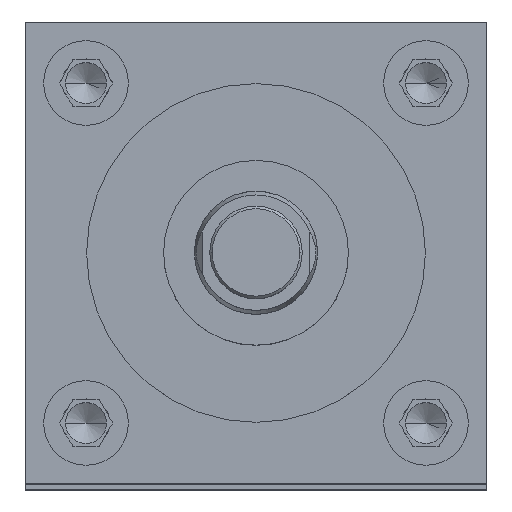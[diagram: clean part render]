
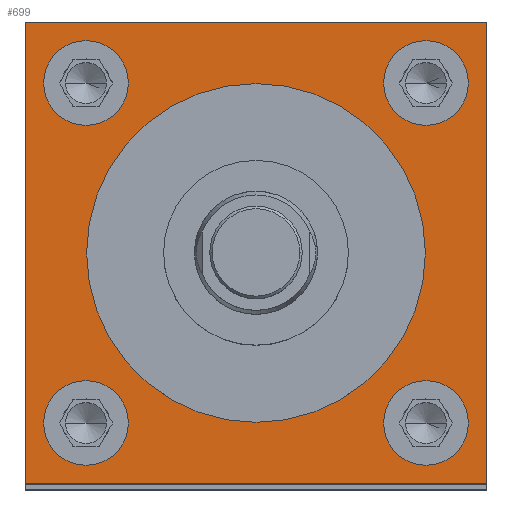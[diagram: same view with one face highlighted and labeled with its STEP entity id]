
A CAD part, top view. The second image highlights one B-rep face of the part: STEP entity #699.
In plain terms, the highlighted planar face has unit normal (0, 0, 1).
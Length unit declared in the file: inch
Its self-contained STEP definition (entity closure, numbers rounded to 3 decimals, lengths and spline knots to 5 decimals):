
#23 = CARTESIAN_POINT ( 'NONE',  ( -1.7235, -1.38, 28.25 ) ) ;
#99 = AXIS2_PLACEMENT_3D ( 'NONE', #633, #4438, #1216 ) ;
#104 = CIRCLE ( 'NONE', #6783, 0.3435 ) ;
#162 = CARTESIAN_POINT ( 'NONE',  ( 1.875, -1.875, 28.25 ) ) ;
#175 = CARTESIAN_POINT ( 'NONE',  ( -1.38, 1.38, 28.25 ) ) ;
#206 = AXIS2_PLACEMENT_3D ( 'NONE', #3356, #6599, #6666 ) ;
#284 = DIRECTION ( 'NONE',  ( 1., 0., 0. ) ) ;
#331 = EDGE_CURVE ( 'NONE', #4778, #2335, #6804, .T. ) ;
#359 = ORIENTED_EDGE ( 'NONE', *, *, #6561, .F. ) ;
#427 = ORIENTED_EDGE ( 'NONE', *, *, #2886, .T. ) ;
#602 = FACE_BOUND ( 'NONE', #2029, .T. ) ;
#633 = CARTESIAN_POINT ( 'NONE',  ( -1.875, 1.875, 28.25 ) ) ;
#664 = CIRCLE ( 'NONE', #3322, 0.3435 ) ;
#699 = ADVANCED_FACE ( 'NONE', ( #6049, #2260, #3372, #3926, #602, #5003 ), #5545, .F. ) ;
#725 = DIRECTION ( 'NONE',  ( 1., 0., 0. ) ) ;
#869 = CARTESIAN_POINT ( 'NONE',  ( 1.375, 0., 28.25 ) ) ;
#879 = EDGE_CURVE ( 'NONE', #2932, #4862, #6327, .T. ) ;
#885 = DIRECTION ( 'NONE',  ( 0., -1., 0. ) ) ;
#1050 = CIRCLE ( 'NONE', #5336, 1.375 ) ;
#1110 = CARTESIAN_POINT ( 'NONE',  ( 1.875, 1.875, 28.25 ) ) ;
#1216 = DIRECTION ( 'NONE',  ( -1., 0., 0. ) ) ;
#1252 = VERTEX_POINT ( 'NONE', #1110 ) ;
#1308 = VERTEX_POINT ( 'NONE', #6322 ) ;
#1386 = VECTOR ( 'NONE', #4385, 39.37008 ) ;
#1403 = ORIENTED_EDGE ( 'NONE', *, *, #6903, .F. ) ;
#1464 = EDGE_LOOP ( 'NONE', ( #1403, #3819 ) ) ;
#1542 = EDGE_CURVE ( 'NONE', #6955, #6952, #1050, .T. ) ;
#1866 = CIRCLE ( 'NONE', #2799, 0.3435 ) ;
#2008 = DIRECTION ( 'NONE',  ( 1., 0., 0. ) ) ;
#2029 = EDGE_LOOP ( 'NONE', ( #3266, #5686 ) ) ;
#2036 = CARTESIAN_POINT ( 'NONE',  ( 1.7235, -1.38, 28.25 ) ) ;
#2057 = CARTESIAN_POINT ( 'NONE',  ( -1.0365, -1.38, 28.25 ) ) ;
#2149 = VERTEX_POINT ( 'NONE', #3178 ) ;
#2168 = DIRECTION ( 'NONE',  ( 0., 0., 1. ) ) ;
#2186 = EDGE_CURVE ( 'NONE', #2335, #4778, #104, .T. ) ;
#2260 = FACE_BOUND ( 'NONE', #3403, .T. ) ;
#2287 = AXIS2_PLACEMENT_3D ( 'NONE', #175, #2377, #4583 ) ;
#2335 = VERTEX_POINT ( 'NONE', #5264 ) ;
#2377 = DIRECTION ( 'NONE',  ( 0., 0., 1. ) ) ;
#2437 = LINE ( 'NONE', #4138, #2927 ) ;
#2501 = CARTESIAN_POINT ( 'NONE',  ( 0., 0., 28.25 ) ) ;
#2600 = DIRECTION ( 'NONE',  ( 0., 0., 1. ) ) ;
#2715 = DIRECTION ( 'NONE',  ( 1., 0., 0. ) ) ;
#2754 = CIRCLE ( 'NONE', #2287, 0.3435 ) ;
#2779 = ORIENTED_EDGE ( 'NONE', *, *, #6254, .F. ) ;
#2799 = AXIS2_PLACEMENT_3D ( 'NONE', #6008, #4436, #5608 ) ;
#2846 = EDGE_CURVE ( 'NONE', #1308, #7065, #1866, .T. ) ;
#2886 = EDGE_CURVE ( 'NONE', #5394, #3127, #5472, .T. ) ;
#2903 = DIRECTION ( 'NONE',  ( 1., 0., 0. ) ) ;
#2917 = ORIENTED_EDGE ( 'NONE', *, *, #331, .F. ) ;
#2927 = VECTOR ( 'NONE', #6217, 39.37008 ) ;
#2932 = VERTEX_POINT ( 'NONE', #23 ) ;
#2978 = CARTESIAN_POINT ( 'NONE',  ( -1.38, -1.38, 28.25 ) ) ;
#3024 = DIRECTION ( 'NONE',  ( 0., 0., 1. ) ) ;
#3047 = CIRCLE ( 'NONE', #5110, 1.375 ) ;
#3072 = EDGE_CURVE ( 'NONE', #6542, #5394, #3150, .T. ) ;
#3127 = VERTEX_POINT ( 'NONE', #162 ) ;
#3150 = LINE ( 'NONE', #4637, #3861 ) ;
#3178 = CARTESIAN_POINT ( 'NONE',  ( -1.0365, 1.38, 28.25 ) ) ;
#3213 = EDGE_LOOP ( 'NONE', ( #5185, #2779 ) ) ;
#3266 = ORIENTED_EDGE ( 'NONE', *, *, #4417, .F. ) ;
#3322 = AXIS2_PLACEMENT_3D ( 'NONE', #3791, #2600, #2008 ) ;
#3356 = CARTESIAN_POINT ( 'NONE',  ( -1.38, 1.38, 28.25 ) ) ;
#3372 = FACE_BOUND ( 'NONE', #1464, .T. ) ;
#3403 = EDGE_LOOP ( 'NONE', ( #3959, #2917 ) ) ;
#3578 = ORIENTED_EDGE ( 'NONE', *, *, #6055, .T. ) ;
#3755 = DIRECTION ( 'NONE',  ( 0., 0., 1. ) ) ;
#3779 = ORIENTED_EDGE ( 'NONE', *, *, #3072, .T. ) ;
#3791 = CARTESIAN_POINT ( 'NONE',  ( 1.38, -1.38, 28.25 ) ) ;
#3819 = ORIENTED_EDGE ( 'NONE', *, *, #879, .F. ) ;
#3861 = VECTOR ( 'NONE', #885, 39.37008 ) ;
#3926 = FACE_BOUND ( 'NONE', #3213, .T. ) ;
#3959 = ORIENTED_EDGE ( 'NONE', *, *, #2186, .F. ) ;
#4057 = EDGE_LOOP ( 'NONE', ( #359, #4161 ) ) ;
#4138 = CARTESIAN_POINT ( 'NONE',  ( -1.875, 1.875, 28.25 ) ) ;
#4150 = DIRECTION ( 'NONE',  ( 1., 0., 0. ) ) ;
#4161 = ORIENTED_EDGE ( 'NONE', *, *, #2846, .F. ) ;
#4178 = CARTESIAN_POINT ( 'NONE',  ( 1.38, 1.38, 28.25 ) ) ;
#4268 = CARTESIAN_POINT ( 'NONE',  ( 1.38, 1.38, 28.25 ) ) ;
#4275 = CARTESIAN_POINT ( 'NONE',  ( -1.7235, 1.38, 28.25 ) ) ;
#4385 = DIRECTION ( 'NONE',  ( 0., 1., 0. ) ) ;
#4417 = EDGE_CURVE ( 'NONE', #6952, #6955, #3047, .T. ) ;
#4427 = EDGE_CURVE ( 'NONE', #1252, #6542, #2437, .T. ) ;
#4431 = CARTESIAN_POINT ( 'NONE',  ( -1.375, 0., 28.25 ) ) ;
#4436 = DIRECTION ( 'NONE',  ( 0., 0., 1. ) ) ;
#4438 = DIRECTION ( 'NONE',  ( 0., 0., -1. ) ) ;
#4553 = EDGE_LOOP ( 'NONE', ( #3779, #427, #3578, #5198 ) ) ;
#4583 = DIRECTION ( 'NONE',  ( 1., 0., 0. ) ) ;
#4637 = CARTESIAN_POINT ( 'NONE',  ( -1.875, -1.875, 28.25 ) ) ;
#4778 = VERTEX_POINT ( 'NONE', #6209 ) ;
#4862 = VERTEX_POINT ( 'NONE', #2057 ) ;
#4863 = VERTEX_POINT ( 'NONE', #4275 ) ;
#4966 = CARTESIAN_POINT ( 'NONE',  ( -1.875, -1.875, 28.25 ) ) ;
#5003 = FACE_OUTER_BOUND ( 'NONE', #4553, .T. ) ;
#5081 = AXIS2_PLACEMENT_3D ( 'NONE', #4178, #3024, #4150 ) ;
#5110 = AXIS2_PLACEMENT_3D ( 'NONE', #2501, #5690, #725 ) ;
#5175 = DIRECTION ( 'NONE',  ( 0., 0., 1. ) ) ;
#5184 = CARTESIAN_POINT ( 'NONE',  ( -1.38, -1.38, 28.25 ) ) ;
#5185 = ORIENTED_EDGE ( 'NONE', *, *, #6907, .F. ) ;
#5198 = ORIENTED_EDGE ( 'NONE', *, *, #4427, .T. ) ;
#5225 = DIRECTION ( 'NONE',  ( 0., 0., 1. ) ) ;
#5264 = CARTESIAN_POINT ( 'NONE',  ( 1.7235, 1.38, 28.25 ) ) ;
#5336 = AXIS2_PLACEMENT_3D ( 'NONE', #5994, #2168, #2715 ) ;
#5377 = DIRECTION ( 'NONE',  ( 1., 0., 0. ) ) ;
#5378 = CARTESIAN_POINT ( 'NONE',  ( -1.875, 1.875, 28.25 ) ) ;
#5394 = VERTEX_POINT ( 'NONE', #5612 ) ;
#5402 = CIRCLE ( 'NONE', #5860, 0.3435 ) ;
#5409 = AXIS2_PLACEMENT_3D ( 'NONE', #2978, #5175, #2903 ) ;
#5472 = LINE ( 'NONE', #4966, #6158 ) ;
#5545 = PLANE ( 'NONE',  #99 ) ;
#5608 = DIRECTION ( 'NONE',  ( 1., 0., 0. ) ) ;
#5612 = CARTESIAN_POINT ( 'NONE',  ( -1.875, -1.875, 28.25 ) ) ;
#5686 = ORIENTED_EDGE ( 'NONE', *, *, #1542, .F. ) ;
#5690 = DIRECTION ( 'NONE',  ( 0., 0., 1. ) ) ;
#5747 = CIRCLE ( 'NONE', #206, 0.3435 ) ;
#5860 = AXIS2_PLACEMENT_3D ( 'NONE', #5184, #5225, #284 ) ;
#5992 = LINE ( 'NONE', #6964, #1386 ) ;
#5994 = CARTESIAN_POINT ( 'NONE',  ( 0., 0., 28.25 ) ) ;
#6008 = CARTESIAN_POINT ( 'NONE',  ( 1.38, -1.38, 28.25 ) ) ;
#6049 = FACE_BOUND ( 'NONE', #4057, .T. ) ;
#6055 = EDGE_CURVE ( 'NONE', #3127, #1252, #5992, .T. ) ;
#6076 = DIRECTION ( 'NONE',  ( 1., 0., 0. ) ) ;
#6158 = VECTOR ( 'NONE', #6076, 39.37008 ) ;
#6209 = CARTESIAN_POINT ( 'NONE',  ( 1.0365, 1.38, 28.25 ) ) ;
#6217 = DIRECTION ( 'NONE',  ( -1., 0., 0. ) ) ;
#6254 = EDGE_CURVE ( 'NONE', #4863, #2149, #5747, .T. ) ;
#6322 = CARTESIAN_POINT ( 'NONE',  ( 1.0365, -1.38, 28.25 ) ) ;
#6327 = CIRCLE ( 'NONE', #5409, 0.3435 ) ;
#6542 = VERTEX_POINT ( 'NONE', #5378 ) ;
#6561 = EDGE_CURVE ( 'NONE', #7065, #1308, #664, .T. ) ;
#6599 = DIRECTION ( 'NONE',  ( 0., 0., 1. ) ) ;
#6666 = DIRECTION ( 'NONE',  ( 1., 0., 0. ) ) ;
#6783 = AXIS2_PLACEMENT_3D ( 'NONE', #4268, #3755, #5377 ) ;
#6804 = CIRCLE ( 'NONE', #5081, 0.3435 ) ;
#6903 = EDGE_CURVE ( 'NONE', #4862, #2932, #5402, .T. ) ;
#6907 = EDGE_CURVE ( 'NONE', #2149, #4863, #2754, .T. ) ;
#6952 = VERTEX_POINT ( 'NONE', #869 ) ;
#6955 = VERTEX_POINT ( 'NONE', #4431 ) ;
#6964 = CARTESIAN_POINT ( 'NONE',  ( 1.875, -1.875, 28.25 ) ) ;
#7065 = VERTEX_POINT ( 'NONE', #2036 ) ;
